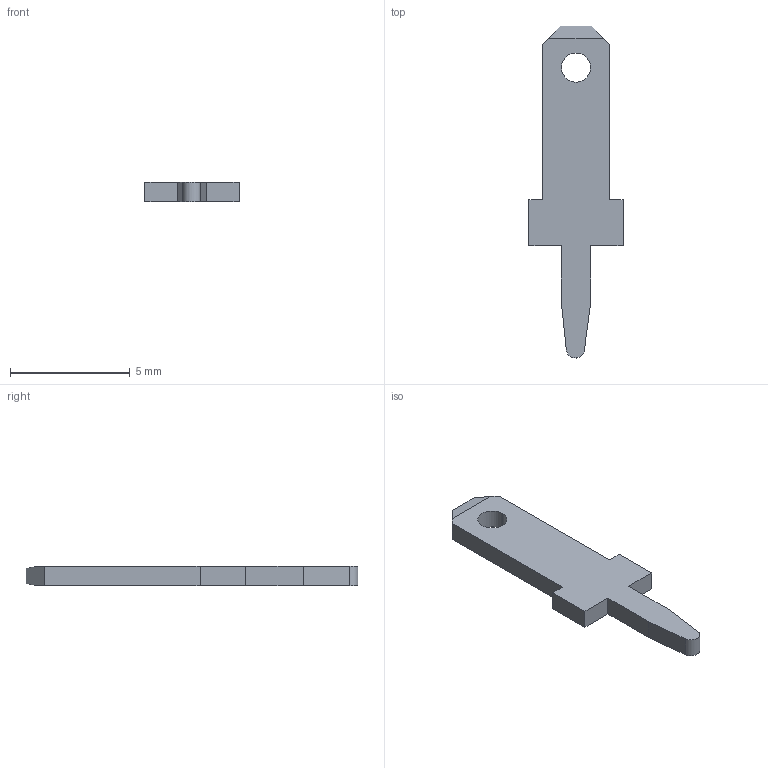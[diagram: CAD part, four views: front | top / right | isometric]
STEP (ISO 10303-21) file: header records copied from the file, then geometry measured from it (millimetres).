
FILE_DESCRIPTION((''),'2;1');
FILE_NAME('197124001','2016-05-30T',('me'),(''),'PRO/ENGINEER BY PARAMETRIC TECHNOLOGY CORPORATION, 2012310','PRO/ENGINEER BY PARAMETRIC TECHNOLOGY CORPORATION, 2012310','');
FILE_SCHEMA(('CONFIG_CONTROL_DESIGN'));
Length unit declared in the file: millimetre
Products named in the file (1): 197124001
Bounding box: 3.94 x 13.89 x 0.81 mm (x, y, z)
Volume: 25.2 mm3; surface area: 92.7 mm2
Topology: 1 solids, 1 shells, 22 faces, 63 edges, 44 vertices
Faces by surface type: plane 19, cylinder 3
Entity records: 761 total; most frequent: CARTESIAN_POINT 126, ORIENTED_EDGE 120, DIRECTION 117, EDGE_CURVE 60, VECTOR 55, LINE 55, VERTEX_POINT 40, AXIS2_PLACEMENT_3D 31
